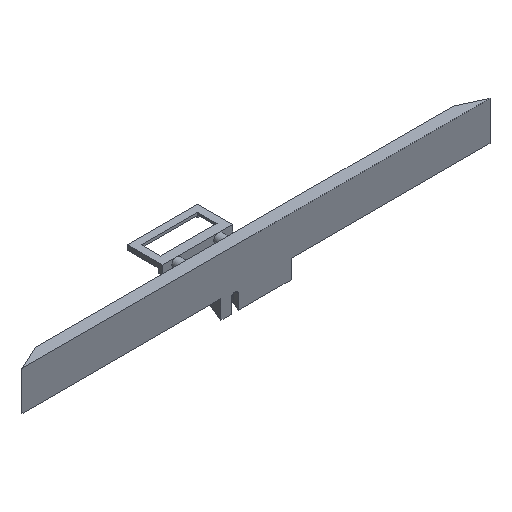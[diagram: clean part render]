
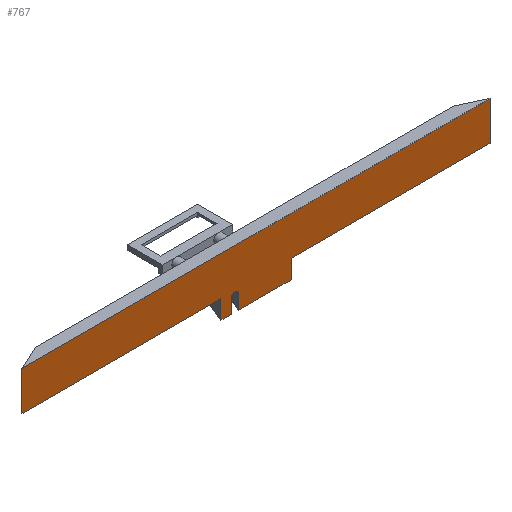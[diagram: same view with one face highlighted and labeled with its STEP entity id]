
A CAD part, isometric view. The second image highlights one B-rep face of the part: STEP entity #767.
In plain terms, the highlighted planar face has unit normal (0, -1, 0).
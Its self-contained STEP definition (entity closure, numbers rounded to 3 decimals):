
#69=CIRCLE('',#828,4.5);
#90=FACE_OUTER_BOUND('',#127,.T.);
#127=EDGE_LOOP('',(#543,#544,#545,#546,#547,#548,#549,#550,#551,#552,#553,
#554));
#166=LINE('',#1082,#257);
#172=LINE('',#1095,#263);
#176=LINE('',#1111,#267);
#177=LINE('',#1113,#268);
#178=LINE('',#1115,#269);
#179=LINE('',#1117,#270);
#180=LINE('',#1119,#271);
#181=LINE('',#1121,#272);
#182=LINE('',#1123,#273);
#183=LINE('',#1125,#274);
#184=LINE('',#1126,#275);
#257=VECTOR('',#882,10.);
#263=VECTOR('',#890,10.);
#267=VECTOR('',#910,10.);
#268=VECTOR('',#911,10.);
#269=VECTOR('',#912,10.);
#270=VECTOR('',#913,10.);
#271=VECTOR('',#914,10.);
#272=VECTOR('',#915,10.);
#273=VECTOR('',#916,10.);
#274=VECTOR('',#917,10.);
#275=VECTOR('',#918,10.);
#348=VERTEX_POINT('',#1079);
#349=VERTEX_POINT('',#1081);
#354=VERTEX_POINT('',#1092);
#355=VERTEX_POINT('',#1094);
#359=VERTEX_POINT('',#1110);
#360=VERTEX_POINT('',#1112);
#361=VERTEX_POINT('',#1114);
#362=VERTEX_POINT('',#1116);
#363=VERTEX_POINT('',#1118);
#364=VERTEX_POINT('',#1120);
#365=VERTEX_POINT('',#1122);
#366=VERTEX_POINT('',#1124);
#416=EDGE_CURVE('',#349,#348,#166,.T.);
#422=EDGE_CURVE('',#355,#354,#172,.T.);
#428=EDGE_CURVE('',#348,#355,#69,.T.);
#431=EDGE_CURVE('',#359,#354,#176,.T.);
#432=EDGE_CURVE('',#360,#359,#177,.T.);
#433=EDGE_CURVE('',#361,#360,#178,.T.);
#434=EDGE_CURVE('',#362,#361,#179,.T.);
#435=EDGE_CURVE('',#363,#362,#180,.T.);
#436=EDGE_CURVE('',#364,#363,#181,.T.);
#437=EDGE_CURVE('',#365,#364,#182,.T.);
#438=EDGE_CURVE('',#365,#366,#183,.T.);
#439=EDGE_CURVE('',#349,#366,#184,.T.);
#543=ORIENTED_EDGE('',*,*,#422,.T.);
#544=ORIENTED_EDGE('',*,*,#431,.F.);
#545=ORIENTED_EDGE('',*,*,#432,.F.);
#546=ORIENTED_EDGE('',*,*,#433,.F.);
#547=ORIENTED_EDGE('',*,*,#434,.F.);
#548=ORIENTED_EDGE('',*,*,#435,.F.);
#549=ORIENTED_EDGE('',*,*,#436,.F.);
#550=ORIENTED_EDGE('',*,*,#437,.F.);
#551=ORIENTED_EDGE('',*,*,#438,.T.);
#552=ORIENTED_EDGE('',*,*,#439,.F.);
#553=ORIENTED_EDGE('',*,*,#416,.T.);
#554=ORIENTED_EDGE('',*,*,#428,.T.);
#733=PLANE('',#832);
#767=ADVANCED_FACE('',(#90),#733,.F.);
#828=AXIS2_PLACEMENT_3D('',#1105,#900,#901);
#832=AXIS2_PLACEMENT_3D('',#1109,#908,#909);
#882=DIRECTION('',(0.,0.,1.));
#890=DIRECTION('',(0.,0.,-1.));
#900=DIRECTION('center_axis',(0.,1.,0.));
#901=DIRECTION('ref_axis',(1.,0.,0.));
#908=DIRECTION('center_axis',(0.,1.,0.));
#909=DIRECTION('ref_axis',(0.,0.,1.));
#910=DIRECTION('',(-1.,0.,0.));
#911=DIRECTION('',(0.,0.,-1.));
#912=DIRECTION('',(-1.,0.,0.));
#913=DIRECTION('',(0.,0.,-1.));
#914=DIRECTION('',(1.,0.,0.));
#915=DIRECTION('',(0.,0.,1.));
#916=DIRECTION('',(-1.,0.,0.));
#917=DIRECTION('',(0.,0.,-1.));
#918=DIRECTION('',(-1.,0.,0.));
#1079=CARTESIAN_POINT('',(268.5,0.,-6.));
#1081=CARTESIAN_POINT('',(268.5,0.,-24.));
#1082=CARTESIAN_POINT('',(268.5,0.,0.5));
#1092=CARTESIAN_POINT('',(277.5,0.,-24.));
#1094=CARTESIAN_POINT('',(277.5,0.,-6.));
#1095=CARTESIAN_POINT('',(277.5,0.,9.5));
#1105=CARTESIAN_POINT('Origin',(273.,0.,-6.));
#1109=CARTESIAN_POINT('Origin',(300.,0.,25.));
#1110=CARTESIAN_POINT('',(345.,0.,-24.));
#1111=CARTESIAN_POINT('',(345.,0.,-24.));
#1112=CARTESIAN_POINT('',(345.,0.,0.));
#1113=CARTESIAN_POINT('',(345.,0.,0.));
#1114=CARTESIAN_POINT('',(600.,0.,0.));
#1115=CARTESIAN_POINT('',(600.,0.,0.));
#1116=CARTESIAN_POINT('',(600.,0.,50.));
#1117=CARTESIAN_POINT('',(600.,0.,50.));
#1118=CARTESIAN_POINT('',(0.,0.,50.));
#1119=CARTESIAN_POINT('',(0.,0.,50.));
#1120=CARTESIAN_POINT('',(0.,0.,0.));
#1121=CARTESIAN_POINT('',(0.,0.,0.));
#1122=CARTESIAN_POINT('',(255.,0.,0.));
#1123=CARTESIAN_POINT('',(600.,0.,0.));
#1124=CARTESIAN_POINT('',(255.,0.,-24.));
#1125=CARTESIAN_POINT('',(255.,0.,0.));
#1126=CARTESIAN_POINT('',(345.,0.,-24.));
